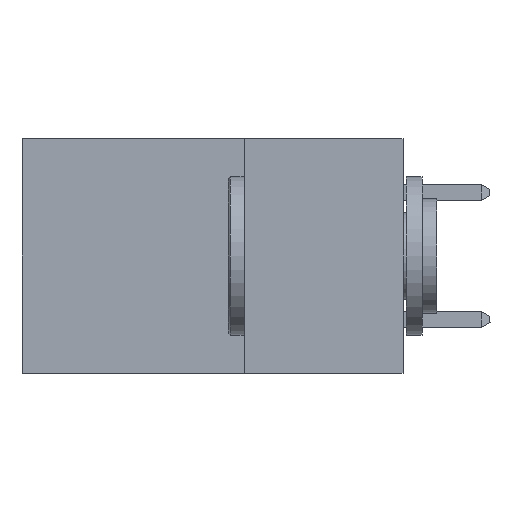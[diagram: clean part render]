
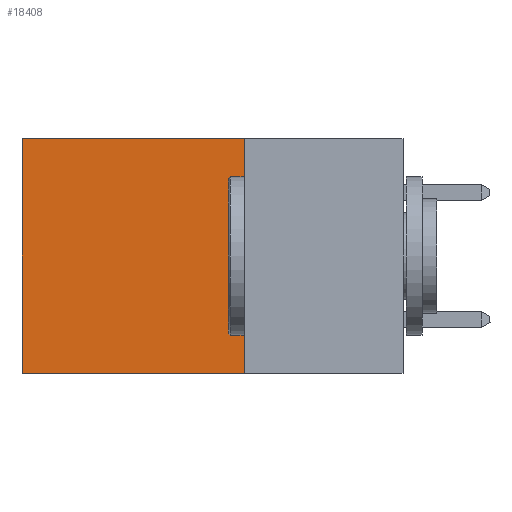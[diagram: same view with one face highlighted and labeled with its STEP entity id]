
A CAD part, left-side view. The second image highlights one B-rep face of the part: STEP entity #18408.
In plain terms, the highlighted planar face has unit normal (-1, 0, 0).
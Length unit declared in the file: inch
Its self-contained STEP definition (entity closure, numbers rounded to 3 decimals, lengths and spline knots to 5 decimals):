
#822 = ORIENTED_EDGE ( 'NONE', *, *, #16657, .F. ) ;
#2493 = AXIS2_PLACEMENT_3D ( 'NONE', #38201, #24174, #37642 ) ;
#2781 = CARTESIAN_POINT ( 'NONE',  ( 0.2875, 0.25, -0.37 ) ) ;
#3558 = CARTESIAN_POINT ( 'NONE',  ( 0.2875, 0.25, -0.37 ) ) ;
#5271 = EDGE_CURVE ( 'NONE', #8687, #8747, #40373, .T. ) ;
#5951 = LINE ( 'NONE', #18089, #17567 ) ;
#6306 = FACE_OUTER_BOUND ( 'NONE', #29390, .T. ) ;
#7772 = EDGE_CURVE ( 'NONE', #38423, #8747, #28734, .T. ) ;
#7936 = CARTESIAN_POINT ( 'NONE',  ( 0.2875, 0.25, 0. ) ) ;
#8687 = VERTEX_POINT ( 'NONE', #15346 ) ;
#8747 = VERTEX_POINT ( 'NONE', #39506 ) ;
#9253 = EDGE_CURVE ( 'NONE', #32920, #8687, #5951, .T. ) ;
#11046 = DIRECTION ( 'NONE',  ( 0., 0., -1. ) ) ;
#13155 = DIRECTION ( 'NONE',  ( 0., 0., -1. ) ) ;
#15346 = CARTESIAN_POINT ( 'NONE',  ( 0.2875, 0.6, 0. ) ) ;
#16657 = EDGE_CURVE ( 'NONE', #32920, #38423, #19122, .T. ) ;
#17567 = VECTOR ( 'NONE', #34603, 39.37008 ) ;
#18089 = CARTESIAN_POINT ( 'NONE',  ( 0.2875, 0.25, 0. ) ) ;
#18408 = ADVANCED_FACE ( 'NONE', ( #6306 ), #31063, .F. ) ;
#19122 = LINE ( 'NONE', #7936, #34309 ) ;
#24174 = DIRECTION ( 'NONE',  ( 1., 0., 0. ) ) ;
#24824 = ORIENTED_EDGE ( 'NONE', *, *, #5271, .T. ) ;
#27536 = ORIENTED_EDGE ( 'NONE', *, *, #7772, .F. ) ;
#27630 = CARTESIAN_POINT ( 'NONE',  ( 0.2875, 0.25, 0. ) ) ;
#28734 = LINE ( 'NONE', #2781, #36602 ) ;
#29390 = EDGE_LOOP ( 'NONE', ( #24824, #27536, #822, #29592 ) ) ;
#29592 = ORIENTED_EDGE ( 'NONE', *, *, #9253, .T. ) ;
#31063 = PLANE ( 'NONE',  #2493 ) ;
#32920 = VERTEX_POINT ( 'NONE', #27630 ) ;
#34309 = VECTOR ( 'NONE', #11046, 39.37008 ) ;
#34603 = DIRECTION ( 'NONE',  ( 0., 1., 0. ) ) ;
#36255 = DIRECTION ( 'NONE',  ( 0., 1., 0. ) ) ;
#36602 = VECTOR ( 'NONE', #36255, 39.37008 ) ;
#37642 = DIRECTION ( 'NONE',  ( 0., 0., -1. ) ) ;
#38201 = CARTESIAN_POINT ( 'NONE',  ( 0.2875, 0.25, 0. ) ) ;
#38423 = VERTEX_POINT ( 'NONE', #3558 ) ;
#39506 = CARTESIAN_POINT ( 'NONE',  ( 0.2875, 0.6, -0.37 ) ) ;
#40373 = LINE ( 'NONE', #43140, #41881 ) ;
#41881 = VECTOR ( 'NONE', #13155, 39.37008 ) ;
#43140 = CARTESIAN_POINT ( 'NONE',  ( 0.2875, 0.6, 0. ) ) ;
